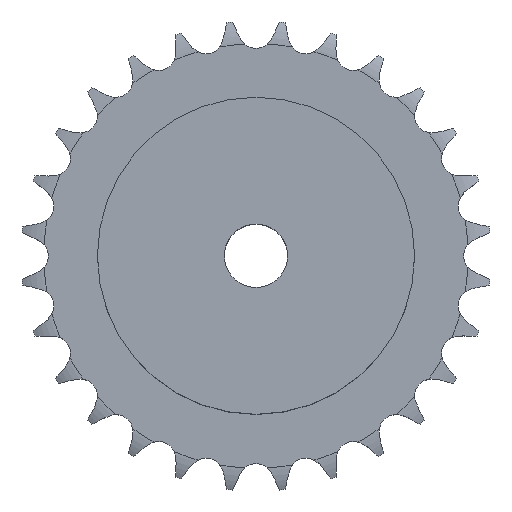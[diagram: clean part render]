
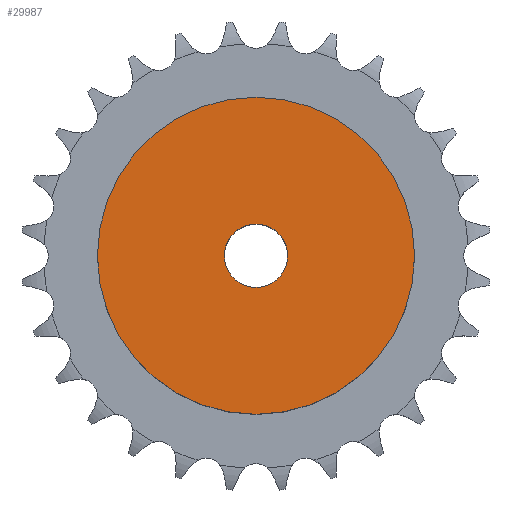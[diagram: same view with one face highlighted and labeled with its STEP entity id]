
A CAD part, top view. The second image highlights one B-rep face of the part: STEP entity #29987.
In plain terms, the highlighted planar face has unit normal (0, 0, 1).
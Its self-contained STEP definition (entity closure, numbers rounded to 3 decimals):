
#3669 = CYLINDRICAL_SURFACE('',#3670,30.);
#3670 = AXIS2_PLACEMENT_3D('',#3671,#3672,#3673);
#3671 = CARTESIAN_POINT('',(0.,0.,0.));
#3672 = DIRECTION('',(-0.,-0.,-1.));
#3673 = DIRECTION('',(1.,0.,0.));
#18992 = VERTEX_POINT('',#18993);
#18993 = CARTESIAN_POINT('',(30.,0.,28.));
#19014 = EDGE_CURVE('',#18992,#18992,#19015,.T.);
#19015 = SURFACE_CURVE('',#19016,(#19021,#19028),.PCURVE_S1.);
#19016 = CIRCLE('',#19017,30.);
#19017 = AXIS2_PLACEMENT_3D('',#19018,#19019,#19020);
#19018 = CARTESIAN_POINT('',(0.,0.,28.));
#19019 = DIRECTION('',(0.,0.,1.));
#19020 = DIRECTION('',(1.,0.,0.));
#19021 = PCURVE('',#3669,#19022);
#19022 = DEFINITIONAL_REPRESENTATION('',(#19023),#19027);
#19023 = LINE('',#19024,#19025);
#19024 = CARTESIAN_POINT('',(-0.,-28.));
#19025 = VECTOR('',#19026,1.);
#19026 = DIRECTION('',(-1.,0.));
#19027 = ( GEOMETRIC_REPRESENTATION_CONTEXT(2) 
PARAMETRIC_REPRESENTATION_CONTEXT() REPRESENTATION_CONTEXT('2D SPACE',''
  ) );
#19028 = PCURVE('',#19029,#19034);
#19029 = PLANE('',#19030);
#19030 = AXIS2_PLACEMENT_3D('',#19031,#19032,#19033);
#19031 = CARTESIAN_POINT('',(0.,0.,28.)
  );
#19032 = DIRECTION('',(0.,0.,1.));
#19033 = DIRECTION('',(1.,0.,0.));
#19034 = DEFINITIONAL_REPRESENTATION('',(#19035),#19039);
#19035 = CIRCLE('',#19036,30.);
#19036 = AXIS2_PLACEMENT_2D('',#19037,#19038);
#19037 = CARTESIAN_POINT('',(0.,0.));
#19038 = DIRECTION('',(1.,0.));
#19039 = ( GEOMETRIC_REPRESENTATION_CONTEXT(2) 
PARAMETRIC_REPRESENTATION_CONTEXT() REPRESENTATION_CONTEXT('2D SPACE',''
  ) );
#25413 = CYLINDRICAL_SURFACE('',#25414,6.);
#25414 = AXIS2_PLACEMENT_3D('',#25415,#25416,#25417);
#25415 = CARTESIAN_POINT('',(0.,0.,137.94));
#25416 = DIRECTION('',(0.,0.,1.));
#25417 = DIRECTION('',(1.,0.,0.));
#29987 = ADVANCED_FACE('',(#29988,#29991),#19029,.T.);
#29988 = FACE_BOUND('',#29989,.T.);
#29989 = EDGE_LOOP('',(#29990));
#29990 = ORIENTED_EDGE('',*,*,#19014,.T.);
#29991 = FACE_BOUND('',#29992,.T.);
#29992 = EDGE_LOOP('',(#29993));
#29993 = ORIENTED_EDGE('',*,*,#29994,.F.);
#29994 = EDGE_CURVE('',#29995,#29995,#29997,.T.);
#29995 = VERTEX_POINT('',#29996);
#29996 = CARTESIAN_POINT('',(6.,0.,28.));
#29997 = SURFACE_CURVE('',#29998,(#30003,#30010),.PCURVE_S1.);
#29998 = CIRCLE('',#29999,6.);
#29999 = AXIS2_PLACEMENT_3D('',#30000,#30001,#30002);
#30000 = CARTESIAN_POINT('',(0.,0.,28.));
#30001 = DIRECTION('',(0.,0.,1.));
#30002 = DIRECTION('',(1.,0.,0.));
#30003 = PCURVE('',#19029,#30004);
#30004 = DEFINITIONAL_REPRESENTATION('',(#30005),#30009);
#30005 = CIRCLE('',#30006,6.);
#30006 = AXIS2_PLACEMENT_2D('',#30007,#30008);
#30007 = CARTESIAN_POINT('',(0.,0.));
#30008 = DIRECTION('',(1.,0.));
#30009 = ( GEOMETRIC_REPRESENTATION_CONTEXT(2) 
PARAMETRIC_REPRESENTATION_CONTEXT() REPRESENTATION_CONTEXT('2D SPACE',''
  ) );
#30010 = PCURVE('',#25413,#30011);
#30011 = DEFINITIONAL_REPRESENTATION('',(#30012),#30016);
#30012 = LINE('',#30013,#30014);
#30013 = CARTESIAN_POINT('',(0.,-109.94));
#30014 = VECTOR('',#30015,1.);
#30015 = DIRECTION('',(1.,0.));
#30016 = ( GEOMETRIC_REPRESENTATION_CONTEXT(2) 
PARAMETRIC_REPRESENTATION_CONTEXT() REPRESENTATION_CONTEXT('2D SPACE',''
  ) );
